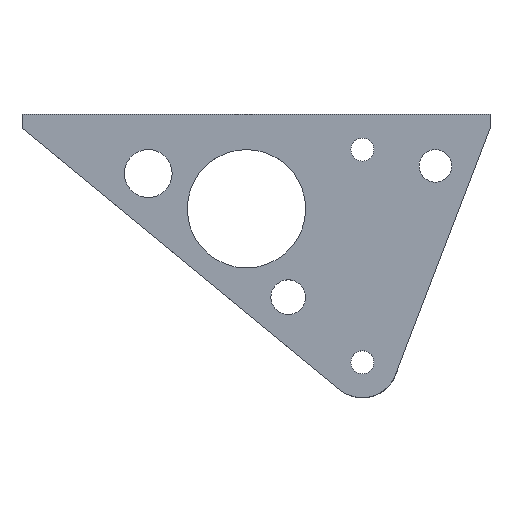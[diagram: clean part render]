
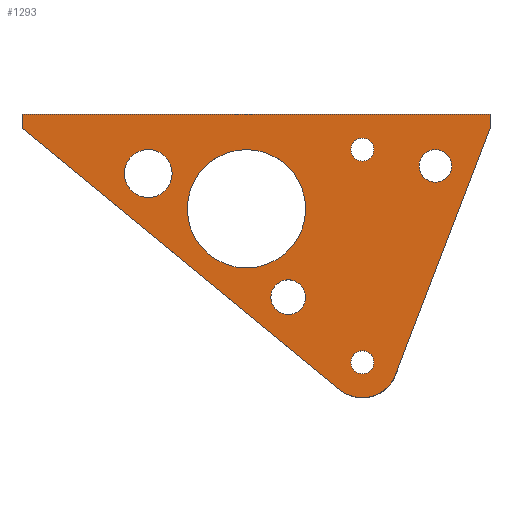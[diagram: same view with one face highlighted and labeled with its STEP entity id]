
A CAD part, top view. The second image highlights one B-rep face of the part: STEP entity #1293.
In plain terms, the highlighted planar face has unit normal (0, 0, 1).
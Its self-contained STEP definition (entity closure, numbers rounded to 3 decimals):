
#416=CARTESIAN_POINT('',(31.486,-18.243,0.0));
#417=VERTEX_POINT('',#416);
#418=CARTESIAN_POINT('',(25.743,-18.243,0.0));
#419=DIRECTION('',(0.0,0.0,1.0));
#420=DIRECTION('',(-1.0,0.0,0.0));
#421=AXIS2_PLACEMENT_3D('',#418,#419,#420);
#422=CIRCLE('',#421,5.743);
#423=EDGE_CURVE('',#417,#417,#422,.T.);
#444=CARTESIAN_POINT('',(-20.0,-64.548,0.0));
#445=VERTEX_POINT('',#444);
#446=CARTESIAN_POINT('',(-26.13,-64.548,0.0));
#447=DIRECTION('',(0.0,0.0,1.0));
#448=DIRECTION('',(-1.0,0.0,0.0));
#449=AXIS2_PLACEMENT_3D('',#446,#447,#448);
#450=CIRCLE('',#449,6.13);
#451=EDGE_CURVE('',#445,#445,#450,.T.);
#472=CARTESIAN_POINT('',(-67.065,-20.944,0.0));
#473=VERTEX_POINT('',#472);
#474=CARTESIAN_POINT('',(-75.509,-20.944,0.0));
#475=DIRECTION('',(0.0,0.0,1.0));
#476=DIRECTION('',(-1.0,0.0,0.0));
#477=AXIS2_PLACEMENT_3D('',#474,#475,#476);
#478=CIRCLE('',#477,8.444);
#479=EDGE_CURVE('',#473,#473,#478,.T.);
#500=CARTESIAN_POINT('',(-20.0,-33.361,0.0));
#501=VERTEX_POINT('',#500);
#502=CARTESIAN_POINT('',(-40.861,-33.361,0.0));
#503=DIRECTION('',(0.0,0.0,1.0));
#504=DIRECTION('',(-1.0,0.0,0.0));
#505=AXIS2_PLACEMENT_3D('',#502,#503,#504);
#506=CIRCLE('',#505,20.861);
#507=EDGE_CURVE('',#501,#501,#506,.T.);
#1071=CARTESIAN_POINT('',(4.05,-87.5,0.0));
#1072=VERTEX_POINT('',#1071);
#1073=CARTESIAN_POINT('',(0.0,-87.5,0.0));
#1074=DIRECTION('',(0.0,0.0,1.0));
#1075=DIRECTION('',(-1.0,0.0,0.0));
#1076=AXIS2_PLACEMENT_3D('',#1073,#1074,#1075);
#1077=CIRCLE('',#1076,4.05);
#1078=EDGE_CURVE('',#1072,#1072,#1077,.T.);
#1091=CARTESIAN_POINT('',(4.05,-12.5,0.0));
#1092=VERTEX_POINT('',#1091);
#1093=CARTESIAN_POINT('',(0.0,-12.5,0.0));
#1094=DIRECTION('',(0.0,0.0,1.0));
#1095=DIRECTION('',(-1.0,0.0,0.0));
#1096=AXIS2_PLACEMENT_3D('',#1093,#1094,#1095);
#1097=CIRCLE('',#1096,4.05);
#1098=EDGE_CURVE('',#1092,#1092,#1097,.T.);
#1109=CARTESIAN_POINT('',(45.0,0.0,0.0));
#1110=VERTEX_POINT('',#1109);
#1117=CARTESIAN_POINT('',(45.0,-5.0,0.0));
#1118=VERTEX_POINT('',#1117);
#1119=CARTESIAN_POINT('',(45.0,0.0,0.0));
#1120=DIRECTION('',(0.0,-1.0,0.0));
#1121=VECTOR('',#1120,5.0);
#1122=LINE('',#1119,#1121);
#1123=EDGE_CURVE('',#1110,#1118,#1122,.T.);
#1140=CARTESIAN_POINT('',(11.672,-91.973,0.0));
#1141=VERTEX_POINT('',#1140);
#1142=CARTESIAN_POINT('',(45.0,-5.0,0.0));
#1143=DIRECTION('',(-0.358,-0.934,0.0));
#1144=VECTOR('',#1143,93.14);
#1145=LINE('',#1142,#1144);
#1146=EDGE_CURVE('',#1118,#1141,#1145,.T.);
#1164=CARTESIAN_POINT('',(-7.94,-97.155,0.0));
#1165=VERTEX_POINT('',#1164);
#1166=CARTESIAN_POINT('',(0.0,-87.5,0.0));
#1167=DIRECTION('',(0.0,0.0,-1.0));
#1168=DIRECTION('',(0.635,0.772,0.0));
#1169=AXIS2_PLACEMENT_3D('',#1166,#1167,#1168);
#1170=CIRCLE('',#1169,12.5);
#1171=EDGE_CURVE('',#1141,#1165,#1170,.T.);
#1193=CARTESIAN_POINT('',(-120.0,-5.0,0.0));
#1194=VERTEX_POINT('',#1193);
#1195=CARTESIAN_POINT('',(-7.94,-97.155,0.0));
#1196=DIRECTION('',(-0.772,0.635,0.0));
#1197=VECTOR('',#1196,145.086);
#1198=LINE('',#1195,#1197);
#1199=EDGE_CURVE('',#1165,#1194,#1198,.T.);
#1220=CARTESIAN_POINT('',(-120.0,0.0,0.0));
#1221=VERTEX_POINT('',#1220);
#1222=CARTESIAN_POINT('',(-120.0,-5.0,0.0));
#1223=DIRECTION('',(0.0,1.0,0.0));
#1224=VECTOR('',#1223,5.0);
#1225=LINE('',#1222,#1224);
#1226=EDGE_CURVE('',#1194,#1221,#1225,.T.);
#1246=CARTESIAN_POINT('',(-120.0,0.0,0.0));
#1247=DIRECTION('',(1.0,0.0,0.0));
#1248=VECTOR('',#1247,165.0);
#1249=LINE('',#1246,#1248);
#1250=EDGE_CURVE('',#1221,#1110,#1249,.T.);
#1262=CARTESIAN_POINT('',(-30.526,-31.762,0.0));
#1263=DIRECTION('',(0.0,0.0,1.0));
#1264=DIRECTION('',(1.0,0.0,0.0));
#1265=AXIS2_PLACEMENT_3D('',#1262,#1263,#1264);
#1266=PLANE('',#1265);
#1267=ORIENTED_EDGE('',*,*,#1250,.F.);
#1268=ORIENTED_EDGE('',*,*,#1226,.F.);
#1269=ORIENTED_EDGE('',*,*,#1199,.F.);
#1270=ORIENTED_EDGE('',*,*,#1171,.F.);
#1271=ORIENTED_EDGE('',*,*,#1146,.F.);
#1272=ORIENTED_EDGE('',*,*,#1123,.F.);
#1273=EDGE_LOOP('',(#1267,#1268,#1269,#1270,#1271,#1272));
#1274=FACE_OUTER_BOUND('',#1273,.T.);
#1275=ORIENTED_EDGE('',*,*,#423,.F.);
#1276=EDGE_LOOP('',(#1275));
#1277=FACE_BOUND('',#1276,.T.);
#1278=ORIENTED_EDGE('',*,*,#451,.F.);
#1279=EDGE_LOOP('',(#1278));
#1280=FACE_BOUND('',#1279,.T.);
#1281=ORIENTED_EDGE('',*,*,#479,.F.);
#1282=EDGE_LOOP('',(#1281));
#1283=FACE_BOUND('',#1282,.T.);
#1284=ORIENTED_EDGE('',*,*,#507,.F.);
#1285=EDGE_LOOP('',(#1284));
#1286=FACE_BOUND('',#1285,.T.);
#1287=ORIENTED_EDGE('',*,*,#1078,.F.);
#1288=EDGE_LOOP('',(#1287));
#1289=FACE_BOUND('',#1288,.T.);
#1290=ORIENTED_EDGE('',*,*,#1098,.F.);
#1291=EDGE_LOOP('',(#1290));
#1292=FACE_BOUND('',#1291,.T.);
#1293=ADVANCED_FACE('',(#1274,#1277,#1280,#1283,#1286,#1289,#1292),#1266,.T.);
